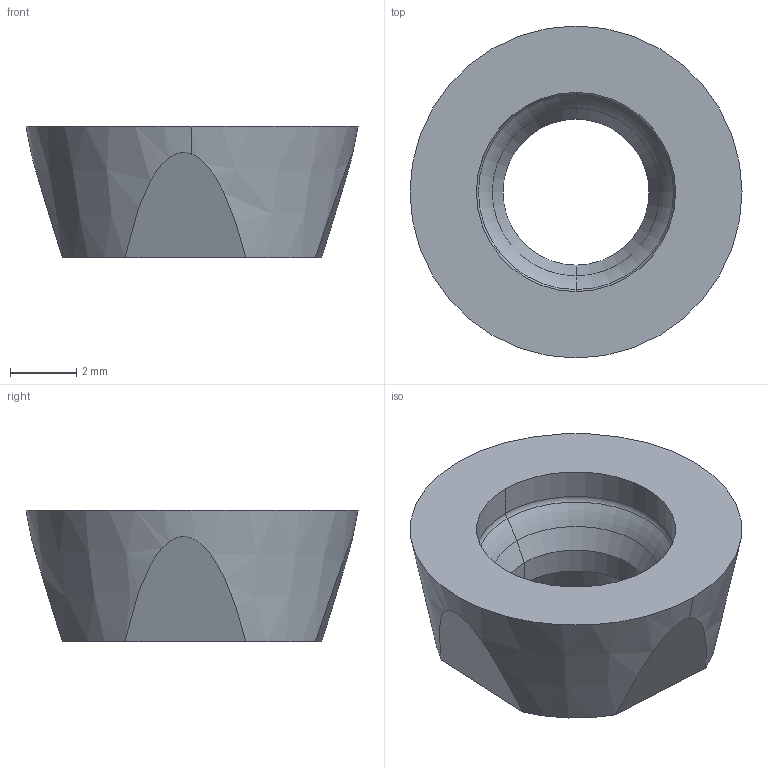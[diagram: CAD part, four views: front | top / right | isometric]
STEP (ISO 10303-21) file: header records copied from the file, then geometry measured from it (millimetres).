
FILE_DESCRIPTION(/* description */ (''),/* implementation_level */ '2;1');
FILE_NAME(/* name */ 'RPMT10T3M0E-JS.stp',/* time_stamp */ '2021-11-11T16:05:37+09:00',/* author */ (''),/* organization */ (''),/* preprocessor_version */ 'ST-DEVELOPER v16',/* originating_system */ 'SIEMENS PLM Software NX 10.0',/* authorisation */ '');
FILE_SCHEMA (('AUTOMOTIVE_DESIGN { 1 0 10303 214 3 1 1 1 }'));
Length unit declared in the file: millimetre
Products named in the file (1): RPMT10T3M0E-JS
Bounding box: 10 x 10 x 3.97 mm (x, y, z)
Volume: 175.5 mm3; surface area: 268.4 mm2
Topology: 1 solids, 1 shells, 23 faces, 52 edges, 36 vertices
Faces by surface type: plane 7, cone 6, torus 6, cylinder 4
Entity records: 732 total; most frequent: DIRECTION 144, CARTESIAN_POINT 111, ORIENTED_EDGE 100, AXIS2_PLACEMENT_3D 65, EDGE_CURVE 50, CIRCLE 32, VERTEX_POINT 30, EDGE_LOOP 26
